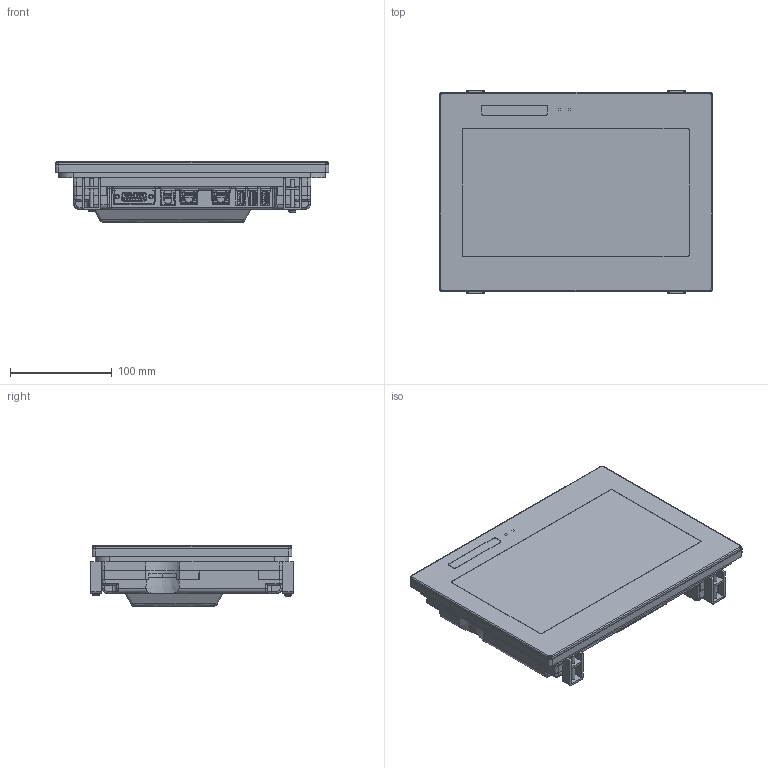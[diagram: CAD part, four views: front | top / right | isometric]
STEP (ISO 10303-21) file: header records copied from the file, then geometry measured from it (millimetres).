
FILE_DESCRIPTION (( 'STEP AP214' ), '1' );
FILE_NAME ('CM5-T10W.STEP', '2023-03-08T15:15:01', ( '' ), ( '' ), 'SwSTEP 2.0', 'SolidWorks 2021', '' );
FILE_SCHEMA (( 'AUTOMOTIVE_DESIGN' ));
Products named in the file (1): CM5-T10W
Bounding box: 268.2 x 198.5 x 59.8 mm (x, y, z)
Volume: 2087725.4 mm3; surface area: 191494 mm2
Topology: 1 solids, 1 shells, 4058 faces, 11734 edges, 7531 vertices
Faces by surface type: plane 2587, cylinder 1156, bspline 261, cone 46, sphere 4, torus 4
Full cylindrical faces by diameter (mm): 2.997 x2, 4.039 x8
Entity records: 153952 total; most frequent: CARTESIAN_POINT 52836, ORIENTED_EDGE 23422, DIRECTION 17428, EDGE_CURVE 11711, LINE 8250, VECTOR 8250, VERTEX_POINT 7529, AXIS2_PLACEMENT_3D 4589
